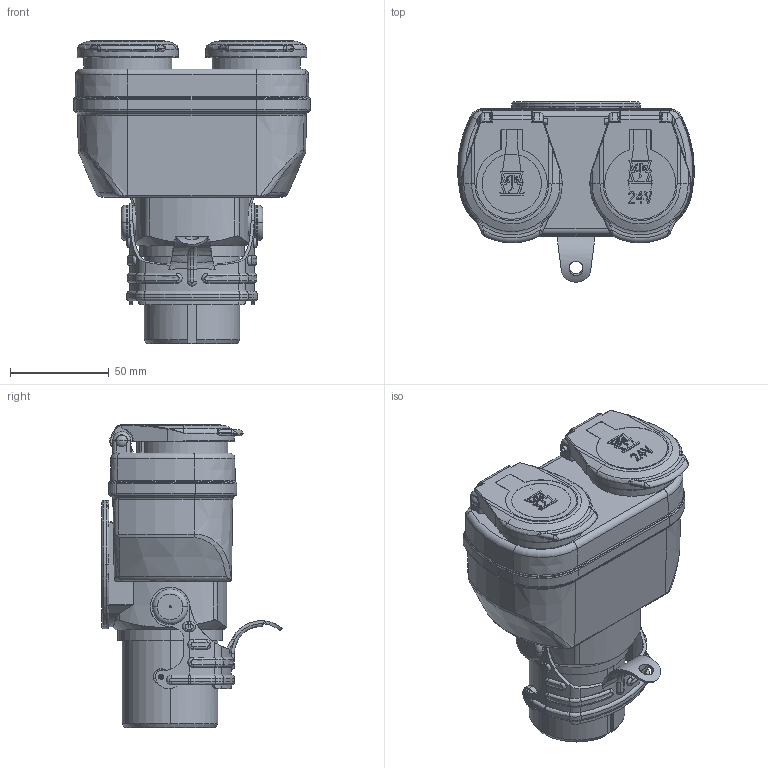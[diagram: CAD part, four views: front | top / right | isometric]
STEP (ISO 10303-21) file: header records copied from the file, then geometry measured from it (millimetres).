
FILE_DESCRIPTION((''),'2;1');
FILE_NAME('311038_SW0001','2020-12-09T16:59:17',('teru'),(''),'CREO PARAMETRIC BY PTC INC, 2017380','CREO PARAMETRIC BY PTC INC, 2017380','');
FILE_SCHEMA(('CONFIG_CONTROL_DESIGN'));
Products named in the file (1): 311038_SW0001
Bounding box: 119.89 x 91.2 x 153.5 mm (x, y, z)
Volume: 627719 mm3; surface area: 101527.2 mm2
Topology: 4 solids, 5 shells, 1843 faces, 4791 edges, 2995 vertices
Faces by surface type: plane 760, cylinder 604, torus 268, cone 111, bspline 94, sphere 4, extrusion 2
Entity records: 68549 total; most frequent: CARTESIAN_POINT 23448, ORIENTED_EDGE 9558, DIRECTION 9484, EDGE_CURVE 4779, AXIS2_PLACEMENT_3D 3539, VERTEX_POINT 2995, VECTOR 2406, LINE 2404
